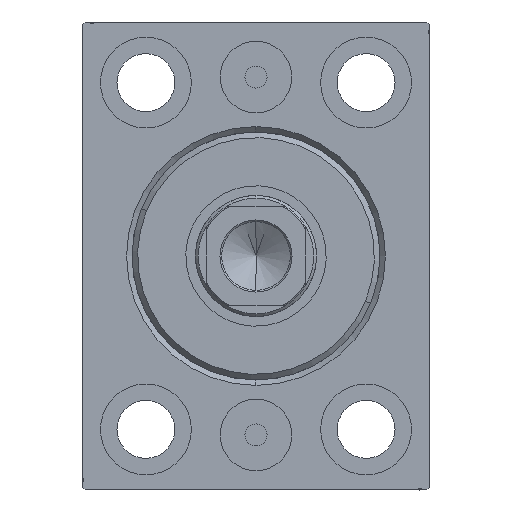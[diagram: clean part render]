
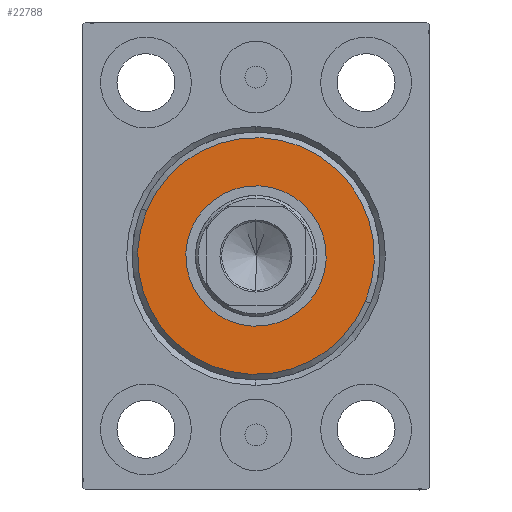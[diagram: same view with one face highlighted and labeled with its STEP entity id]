
A CAD part, left-side view. The second image highlights one B-rep face of the part: STEP entity #22788.
In plain terms, the highlighted face is planar.
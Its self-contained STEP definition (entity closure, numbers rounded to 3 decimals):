
#7 = DIRECTION ( 'NONE',  ( 1., 0., 0. ) ) ;
#1439 = EDGE_CURVE ( 'NONE', #18438, #31966, #33456, .T. ) ;
#3822 = PLANE ( 'NONE',  #43638 ) ;
#5031 = DIRECTION ( 'NONE',  ( 0., 0., -1. ) ) ;
#5207 = EDGE_CURVE ( 'NONE', #31966, #18438, #6708, .T. ) ;
#5474 = CARTESIAN_POINT ( 'NONE',  ( 3., 0., 0. ) ) ;
#6708 = CIRCLE ( 'NONE', #38481, 12.75 ) ;
#8395 = VERTEX_POINT ( 'NONE', #20960 ) ;
#9999 = CARTESIAN_POINT ( 'NONE',  ( 3., 0., 0. ) ) ;
#10726 = CARTESIAN_POINT ( 'NONE',  ( 3., 0., -12.75 ) ) ;
#11876 = EDGE_CURVE ( 'NONE', #8395, #33544, #33279, .T. ) ;
#12153 = EDGE_LOOP ( 'NONE', ( #37307, #18613 ) ) ;
#12321 = DIRECTION ( 'NONE',  ( -1., 0., 0. ) ) ;
#12739 = DIRECTION ( 'NONE',  ( -1., 0., 0. ) ) ;
#13436 = CARTESIAN_POINT ( 'NONE',  ( 3., 0., -21.5 ) ) ;
#14281 = CIRCLE ( 'NONE', #19928, 21.5 ) ;
#15300 = ORIENTED_EDGE ( 'NONE', *, *, #19291, .T. ) ;
#17077 = DIRECTION ( 'NONE',  ( 1., 0., 0. ) ) ;
#18438 = VERTEX_POINT ( 'NONE', #18505 ) ;
#18505 = CARTESIAN_POINT ( 'NONE',  ( 3., 0., 12.75 ) ) ;
#18613 = ORIENTED_EDGE ( 'NONE', *, *, #5207, .T. ) ;
#19291 = EDGE_CURVE ( 'NONE', #33544, #8395, #14281, .T. ) ;
#19848 = AXIS2_PLACEMENT_3D ( 'NONE', #40256, #7, #40052 ) ;
#19928 = AXIS2_PLACEMENT_3D ( 'NONE', #5474, #21404, #5031 ) ;
#19945 = DIRECTION ( 'NONE',  ( 0., 0., -1. ) ) ;
#20960 = CARTESIAN_POINT ( 'NONE',  ( 3., 0., 21.5 ) ) ;
#21404 = DIRECTION ( 'NONE',  ( 1., 0., 0. ) ) ;
#22788 = ADVANCED_FACE ( 'NONE', ( #23934, #36763 ), #3822, .T. ) ;
#23934 = FACE_OUTER_BOUND ( 'NONE', #27256, .T. ) ;
#27256 = EDGE_LOOP ( 'NONE', ( #28933, #15300 ) ) ;
#28933 = ORIENTED_EDGE ( 'NONE', *, *, #11876, .T. ) ;
#31966 = VERTEX_POINT ( 'NONE', #10726 ) ;
#32008 = DIRECTION ( 'NONE',  ( 0., 0., -1. ) ) ;
#33279 = CIRCLE ( 'NONE', #19848, 21.5 ) ;
#33456 = CIRCLE ( 'NONE', #42650, 12.75 ) ;
#33544 = VERTEX_POINT ( 'NONE', #13436 ) ;
#35327 = CARTESIAN_POINT ( 'NONE',  ( 3., 0., 0. ) ) ;
#35540 = DIRECTION ( 'NONE',  ( 0., 0., -1. ) ) ;
#36763 = FACE_BOUND ( 'NONE', #12153, .T. ) ;
#37307 = ORIENTED_EDGE ( 'NONE', *, *, #1439, .T. ) ;
#38481 = AXIS2_PLACEMENT_3D ( 'NONE', #35327, #12321, #32008 ) ;
#40052 = DIRECTION ( 'NONE',  ( 0., 0., -1. ) ) ;
#40256 = CARTESIAN_POINT ( 'NONE',  ( 3., 0., 0. ) ) ;
#42650 = AXIS2_PLACEMENT_3D ( 'NONE', #43047, #12739, #35540 ) ;
#43047 = CARTESIAN_POINT ( 'NONE',  ( 3., 0., 0. ) ) ;
#43638 = AXIS2_PLACEMENT_3D ( 'NONE', #9999, #17077, #19945 ) ;
